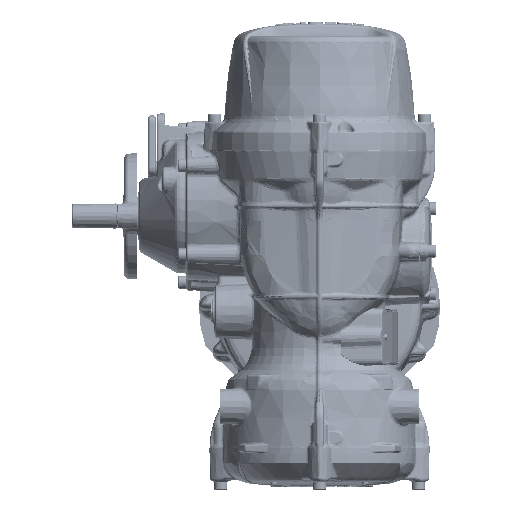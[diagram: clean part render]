
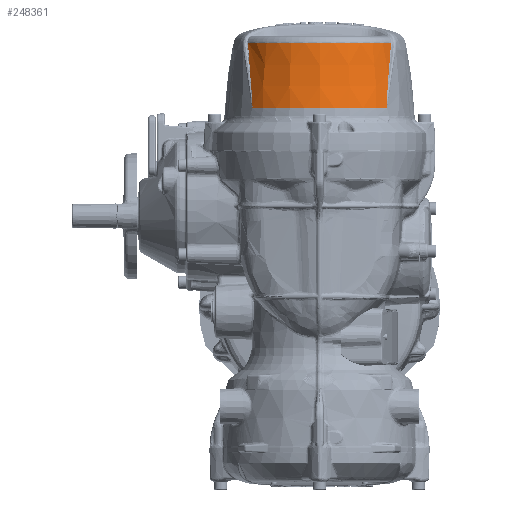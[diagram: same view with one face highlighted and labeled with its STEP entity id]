
A CAD part, top view. The second image highlights one B-rep face of the part: STEP entity #248361.
In plain terms, the highlighted conical face has half-angle 7.419 degrees and reference radius 90.824 mm.
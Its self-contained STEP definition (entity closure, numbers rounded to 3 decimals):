
#129=CONICAL_SURFACE('',#259690,90.824,0.129);
#26881=B_SPLINE_CURVE_WITH_KNOTS('',3,(#352004,#352005,#352006,#352007,
#352008,#352009,#352010,#352011,#352012,#352013,#352014,#352015,#352016,
#352017,#352018,#352019,#352020,#352021,#352022,#352023,#352024,#352025,
#352026,#352027),.UNSPECIFIED.,.F.,.F.,(4,1,1,1,1,1,1,1,1,1,1,1,1,1,1,1,
1,1,1,1,1,4),(0.,0.008,0.017,0.025,
0.034,0.038,0.042,0.047,
0.051,0.053,0.055,0.057,
0.059,0.062,0.063,0.064,
0.065,0.066,0.066,0.067,
0.067,0.068),.UNSPECIFIED.);
#26882=B_SPLINE_CURVE_WITH_KNOTS('',3,(#352031,#352032,#352033,#352034,
#352035,#352036,#352037,#352038,#352039,#352040,#352041,#352042,#352043,
#352044,#352045,#352046,#352047,#352048,#352049,#352050,#352051,#352052,
#352053,#352054),.UNSPECIFIED.,.F.,.F.,(4,1,1,1,1,1,1,1,1,1,1,1,1,1,1,1,
1,1,1,1,1,4),(0.,0.001,0.001,0.002,
0.002,0.003,0.004,0.005,
0.006,0.009,0.011,0.013,
0.015,0.017,0.021,0.026,
0.03,0.034,0.043,0.051,
0.06,0.068),.UNSPECIFIED.);
#47342=ORIENTED_EDGE('',*,*,#95704,.T.);
#47343=ORIENTED_EDGE('',*,*,#95979,.T.);
#47344=ORIENTED_EDGE('',*,*,#95980,.T.);
#47345=ORIENTED_EDGE('',*,*,#95981,.T.);
#95704=EDGE_CURVE('',#120668,#120667,#134838,.F.);
#95979=EDGE_CURVE('',#120667,#120876,#26881,.T.);
#95980=EDGE_CURVE('',#120876,#120877,#134892,.F.);
#95981=EDGE_CURVE('',#120877,#120668,#26882,.T.);
#120667=VERTEX_POINT('',#347186);
#120668=VERTEX_POINT('',#347188);
#120876=VERTEX_POINT('',#352028);
#120877=VERTEX_POINT('',#352030);
#134838=CIRCLE('',#259612,82.407);
#134892=CIRCLE('',#259691,90.824);
#142248=EDGE_LOOP('',(#47342,#47343,#47344,#47345));
#154392=FACE_BOUND('',#142248,.T.);
#248361=ADVANCED_FACE('',(#154392),#129,.T.);
#259612=AXIS2_PLACEMENT_3D('',#347187,#277657,#277658);
#259690=AXIS2_PLACEMENT_3D('',#352003,#277844,#277845);
#259691=AXIS2_PLACEMENT_3D('',#352029,#277846,#277847);
#277657=DIRECTION('',(0.,1.,0.));
#277658=DIRECTION('',(-1.,0.,0.));
#277844=DIRECTION('',(0.,-1.,0.));
#277845=DIRECTION('',(1.,0.,0.));
#277846=DIRECTION('',(0.,-1.,0.));
#277847=DIRECTION('',(1.,0.,0.));
#347186=CARTESIAN_POINT('',(-70.895,218.783,42.009));
#347187=CARTESIAN_POINT('',(0.,218.783,0.));
#347188=CARTESIAN_POINT('',(70.895,218.783,42.009));
#352003=CARTESIAN_POINT('',(0.,154.15,0.));
#352004=CARTESIAN_POINT('',(-70.895,218.783,42.009));
#352005=CARTESIAN_POINT('',(-70.6,216.209,43.165));
#352006=CARTESIAN_POINT('',(-70.244,210.878,45.051));
#352007=CARTESIAN_POINT('',(-69.625,202.886,47.867));
#352008=CARTESIAN_POINT('',(-68.978,194.861,50.578));
#352009=CARTESIAN_POINT('',(-68.418,188.152,52.768));
#352010=CARTESIAN_POINT('',(-67.967,182.769,54.468));
#352011=CARTESIAN_POINT('',(-67.632,178.722,55.717));
#352012=CARTESIAN_POINT('',(-67.303,174.665,56.935));
#352013=CARTESIAN_POINT('',(-67.04,171.274,57.919));
#352014=CARTESIAN_POINT('',(-66.842,168.554,58.685));
#352015=CARTESIAN_POINT('',(-66.702,166.51,59.246));
#352016=CARTESIAN_POINT('',(-66.573,164.461,59.791));
#352017=CARTESIAN_POINT('',(-66.459,162.405,60.316));
#352018=CARTESIAN_POINT('',(-66.383,160.686,60.732));
#352019=CARTESIAN_POINT('',(-66.34,159.306,61.044));
#352020=CARTESIAN_POINT('',(-66.32,158.266,61.266));
#352021=CARTESIAN_POINT('',(-66.317,157.224,61.469));
#352022=CARTESIAN_POINT('',(-66.336,156.351,61.616));
#352023=CARTESIAN_POINT('',(-66.376,155.65,61.707));
#352024=CARTESIAN_POINT('',(-66.425,155.119,61.756));
#352025=CARTESIAN_POINT('',(-66.508,154.607,61.764));
#352026=CARTESIAN_POINT('',(-66.621,154.232,61.714));
#352027=CARTESIAN_POINT('',(-66.738,154.15,61.604));
#352028=CARTESIAN_POINT('',(-66.738,154.15,61.604));
#352029=CARTESIAN_POINT('',(0.,154.15,0.));
#352030=CARTESIAN_POINT('',(66.738,154.15,61.604));
#352031=CARTESIAN_POINT('',(66.738,154.15,61.604));
#352032=CARTESIAN_POINT('',(66.621,154.232,61.714));
#352033=CARTESIAN_POINT('',(66.508,154.607,61.764));
#352034=CARTESIAN_POINT('',(66.425,155.119,61.756));
#352035=CARTESIAN_POINT('',(66.376,155.65,61.707));
#352036=CARTESIAN_POINT('',(66.336,156.351,61.616));
#352037=CARTESIAN_POINT('',(66.317,157.224,61.469));
#352038=CARTESIAN_POINT('',(66.32,158.266,61.266));
#352039=CARTESIAN_POINT('',(66.34,159.306,61.044));
#352040=CARTESIAN_POINT('',(66.383,160.686,60.732));
#352041=CARTESIAN_POINT('',(66.459,162.405,60.316));
#352042=CARTESIAN_POINT('',(66.573,164.461,59.791));
#352043=CARTESIAN_POINT('',(66.702,166.51,59.246));
#352044=CARTESIAN_POINT('',(66.842,168.554,58.685));
#352045=CARTESIAN_POINT('',(67.04,171.274,57.919));
#352046=CARTESIAN_POINT('',(67.303,174.665,56.935));
#352047=CARTESIAN_POINT('',(67.632,178.722,55.717));
#352048=CARTESIAN_POINT('',(67.967,182.769,54.468));
#352049=CARTESIAN_POINT('',(68.418,188.152,52.768));
#352050=CARTESIAN_POINT('',(68.978,194.861,50.578));
#352051=CARTESIAN_POINT('',(69.625,202.886,47.867));
#352052=CARTESIAN_POINT('',(70.244,210.878,45.051));
#352053=CARTESIAN_POINT('',(70.6,216.209,43.165));
#352054=CARTESIAN_POINT('',(70.895,218.783,42.009));
